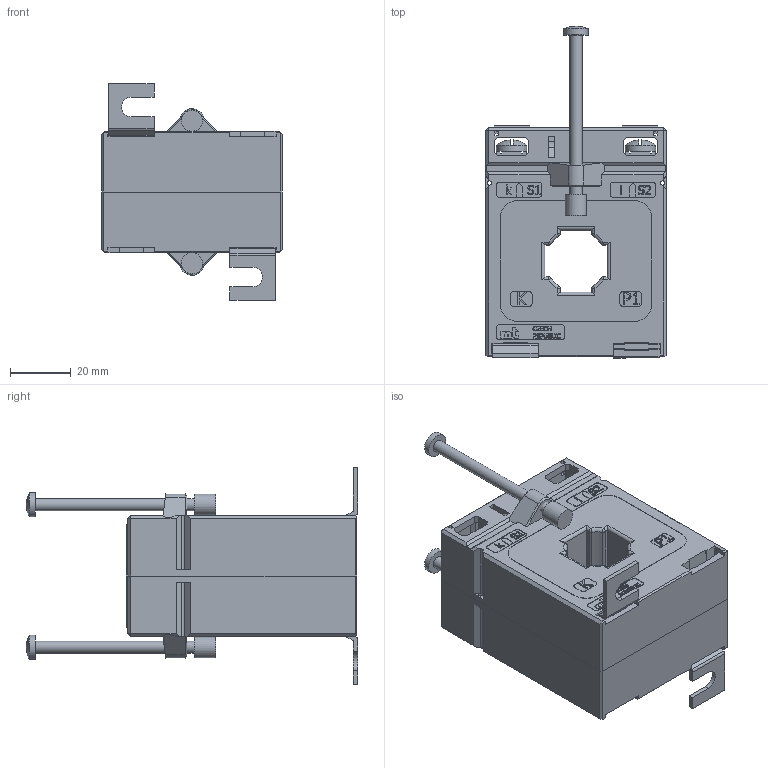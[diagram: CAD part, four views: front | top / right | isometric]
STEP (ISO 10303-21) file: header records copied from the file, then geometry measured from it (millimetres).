
FILE_DESCRIPTION(/* description */ (''),/* implementation_level */ '2;1');
FILE_NAME(/* name */ 'CLB 2.64.step',/* time_stamp */ '2024-10-25T09:37:27+02:00',/* author */ ('peter'),/* organization */ (''),/* preprocessor_version */ 'ST-DEVELOPER v20',/* originating_system */ 'Autodesk Inventor 2025',/* authorisation */ '');
FILE_SCHEMA (('AUTOMOTIVE_DESIGN { 1 0 10303 214 3 1 1 }'));
Length unit declared in the file: millimetre
Products named in the file (10): Current transformer CLB 2.64; Front plastic case CLB 2.64; Back plastic case CLB 2.64; Tape label CLB 2.64; Secondary terminal 28 CLB; Secondary terminal cover 37 CLB; Metal mounting foot CLB; Screw M5x8; Screw 4x60; Insulating cap
Assembly tree (17 placements, depth 2):
  Current transformer CLB 2.64
    Front plastic case CLB 2.64
    Back plastic case CLB 2.64
    Tape label CLB 2.64
    Secondary terminal 28 CLB  x2
    Secondary terminal cover 37 CLB  x2
    Metal mounting foot CLB  x2
    Screw M5x8  x4
    Screw 4x60  x2
    Insulating cap  x2
Bounding box: 59.5 x 109.34 x 71.5 mm (x, y, z)
Volume: 158486.3 mm3; surface area: 46856.6 mm2
Topology: 17 solids, 17 shells, 1701 faces, 4622 edges, 3034 vertices
Faces by surface type: plane 1099, bspline 346, cylinder 206, sphere 26, cone 16, torus 8
Full cylindrical faces by diameter (mm): 1.5 x4, 2.5 x2, 2.95 x2, 3 x4, 3.5 x2, 4 x4, 4.134 x4, 5 x4, 7 x2, 8 x2, 10 x4
Entity records: 50012 total; most frequent: CARTESIAN_POINT 12979, ORIENTED_EDGE 8294, DIRECTION 6219, EDGE_CURVE 4147, LINE 3057, VECTOR 3057, VERTEX_POINT 2723, EDGE_LOOP 1638
